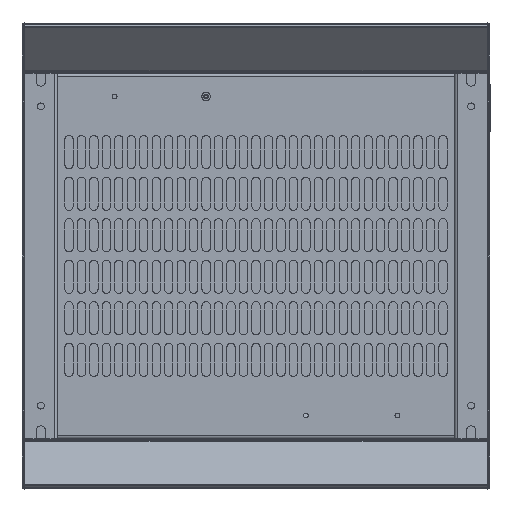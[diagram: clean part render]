
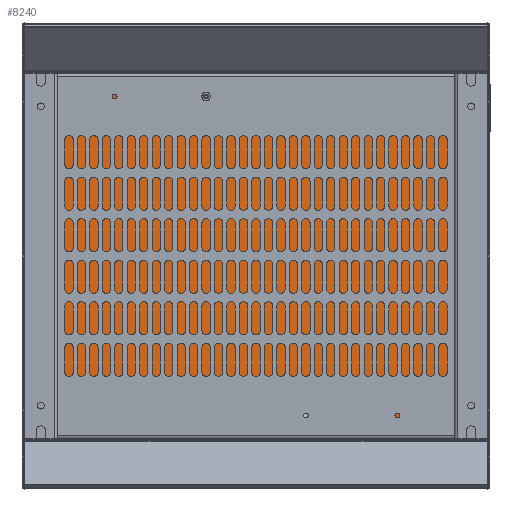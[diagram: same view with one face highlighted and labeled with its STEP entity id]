
A CAD part, front view. The second image highlights one B-rep face of the part: STEP entity #8240.
In plain terms, the highlighted planar face has unit normal (0, -1, 0).
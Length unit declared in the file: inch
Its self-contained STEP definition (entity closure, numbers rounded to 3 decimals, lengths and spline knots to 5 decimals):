
#488 = EDGE_CURVE ( 'NONE', #49617, #29936, #583, .T. ) ;
#583 = LINE ( 'NONE', #46978, #22622 ) ;
#1034 = FACE_OUTER_BOUND ( 'NONE', #1874, .T. ) ;
#1874 = EDGE_LOOP ( 'NONE', ( #24409, #48285, #6106, #55568 ) ) ;
#2336 = DIRECTION ( 'NONE',  ( -1., 0., 0. ) ) ;
#3069 = DIRECTION ( 'NONE',  ( 0., 0., 1. ) ) ;
#3493 = EDGE_CURVE ( 'NONE', #42758, #49557, #51406, .T. ) ;
#4778 = LINE ( 'NONE', #6781, #48882 ) ;
#6106 = ORIENTED_EDGE ( 'NONE', *, *, #29462, .F. ) ;
#6781 = CARTESIAN_POINT ( 'NONE',  ( 11.09736, -0.0598, -13.9402 ) ) ;
#6996 = EDGE_CURVE ( 'NONE', #49557, #49617, #4778, .T. ) ;
#8240 = ADVANCED_FACE ( 'NONE', ( #1034 ), #14087, .F. ) ;
#14087 = PLANE ( 'NONE',  #55216 ) ;
#20918 = CARTESIAN_POINT ( 'NONE',  ( -11.0502, -0.0598, -13.9402 ) ) ;
#22622 = VECTOR ( 'NONE', #3069, 39.37008 ) ;
#22946 = DIRECTION ( 'NONE',  ( 0., 1., 0. ) ) ;
#24409 = ORIENTED_EDGE ( 'NONE', *, *, #6996, .F. ) ;
#26845 = CARTESIAN_POINT ( 'NONE',  ( -11.09736, -0.0598, 13.9402 ) ) ;
#27773 = CARTESIAN_POINT ( 'NONE',  ( 11.0502, -0.0598, 13.9402 ) ) ;
#29154 = CARTESIAN_POINT ( 'NONE',  ( 11.0502, -0.0598, -13.9402 ) ) ;
#29462 = EDGE_CURVE ( 'NONE', #29936, #42758, #29663, .T. ) ;
#29663 = LINE ( 'NONE', #26845, #41393 ) ;
#29936 = VERTEX_POINT ( 'NONE', #39895 ) ;
#31058 = CARTESIAN_POINT ( 'NONE',  ( 11.0502, -0.0598, 13.98736 ) ) ;
#36845 = VECTOR ( 'NONE', #44210, 39.37008 ) ;
#39895 = CARTESIAN_POINT ( 'NONE',  ( -11.0502, -0.0598, 13.9402 ) ) ;
#41393 = VECTOR ( 'NONE', #53284, 39.37008 ) ;
#42758 = VERTEX_POINT ( 'NONE', #27773 ) ;
#44210 = DIRECTION ( 'NONE',  ( 0., 0., -1. ) ) ;
#46978 = CARTESIAN_POINT ( 'NONE',  ( -11.0502, -0.0598, -13.98736 ) ) ;
#48285 = ORIENTED_EDGE ( 'NONE', *, *, #3493, .F. ) ;
#48882 = VECTOR ( 'NONE', #2336, 39.37008 ) ;
#49324 = CARTESIAN_POINT ( 'NONE',  ( 0., -0.0598, 0. ) ) ;
#49557 = VERTEX_POINT ( 'NONE', #29154 ) ;
#49617 = VERTEX_POINT ( 'NONE', #20918 ) ;
#51406 = LINE ( 'NONE', #31058, #36845 ) ;
#53284 = DIRECTION ( 'NONE',  ( 1., 0., 0. ) ) ;
#53773 = DIRECTION ( 'NONE',  ( 0., 0., 1. ) ) ;
#55216 = AXIS2_PLACEMENT_3D ( 'NONE', #49324, #22946, #53773 ) ;
#55568 = ORIENTED_EDGE ( 'NONE', *, *, #488, .F. ) ;
